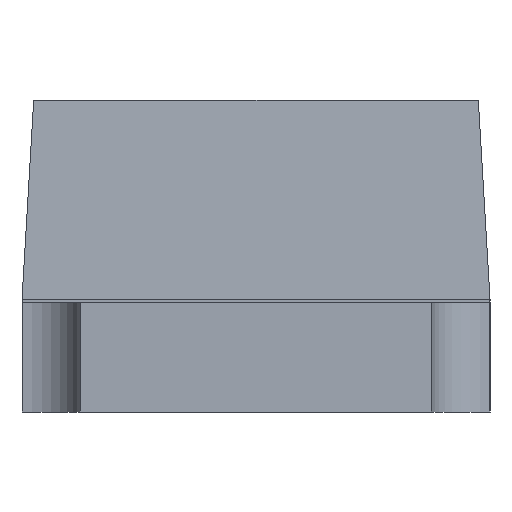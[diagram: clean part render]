
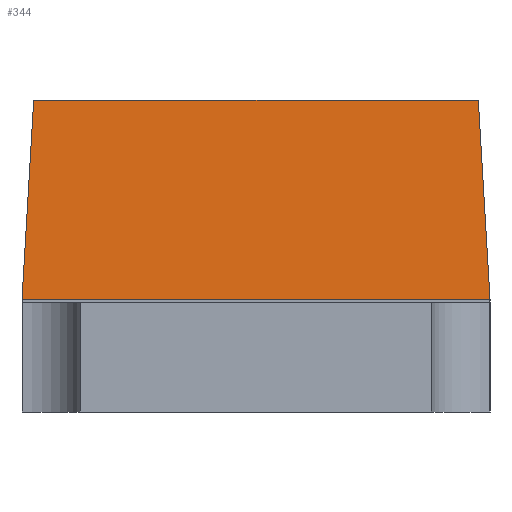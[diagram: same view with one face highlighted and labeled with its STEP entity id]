
A CAD part, left-side view. The second image highlights one B-rep face of the part: STEP entity #344.
In plain terms, the highlighted planar face has unit normal (-0.998, 0, 0.059).
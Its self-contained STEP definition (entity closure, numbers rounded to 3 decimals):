
#22=PLANE('',#387);
#42=FACE_OUTER_BOUND('',#62,.T.);
#62=EDGE_LOOP('',(#283,#284,#285,#286));
#90=LINE('',#551,#128);
#91=LINE('',#554,#129);
#92=LINE('',#556,#130);
#93=LINE('',#557,#131);
#128=VECTOR('',#455,10.);
#129=VECTOR('',#458,10.);
#130=VECTOR('',#459,10.);
#131=VECTOR('',#460,10.);
#171=VERTEX_POINT('',#544);
#174=VERTEX_POINT('',#549);
#175=VERTEX_POINT('',#553);
#176=VERTEX_POINT('',#555);
#212=EDGE_CURVE('',#174,#171,#90,.T.);
#213=EDGE_CURVE('',#174,#175,#91,.T.);
#214=EDGE_CURVE('',#175,#176,#92,.T.);
#215=EDGE_CURVE('',#176,#171,#93,.T.);
#283=ORIENTED_EDGE('',*,*,#213,.T.);
#284=ORIENTED_EDGE('',*,*,#214,.T.);
#285=ORIENTED_EDGE('',*,*,#215,.T.);
#286=ORIENTED_EDGE('',*,*,#212,.F.);
#344=ADVANCED_FACE('',(#42),#22,.T.);
#387=AXIS2_PLACEMENT_3D('',#552,#456,#457);
#455=DIRECTION('',(-0.058,-0.058,-0.997));
#456=DIRECTION('center_axis',(-0.998,0.,0.058));
#457=DIRECTION('ref_axis',(0.058,0.,0.998));
#458=DIRECTION('',(0.,1.,0.));
#459=DIRECTION('',(-0.058,0.058,-0.997));
#460=DIRECTION('',(0.,-1.,0.));
#544=CARTESIAN_POINT('',(0.792,-0.4,0.288));
#549=CARTESIAN_POINT('',(0.822,-0.37,0.8));
#551=CARTESIAN_POINT('',(0.822,-0.37,0.8));
#552=CARTESIAN_POINT('Origin',(0.807,0.5,0.544));
#553=CARTESIAN_POINT('',(0.822,0.77,0.8));
#554=CARTESIAN_POINT('',(0.822,0.5,0.8));
#555=CARTESIAN_POINT('',(0.792,0.8,0.288));
#556=CARTESIAN_POINT('',(0.822,0.77,0.8));
#557=CARTESIAN_POINT('',(0.792,0.5,0.288));
